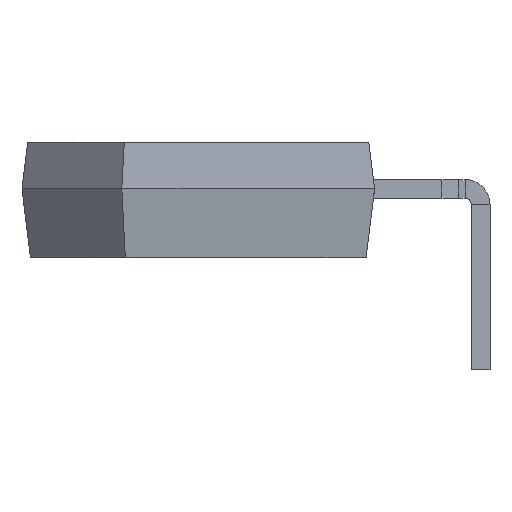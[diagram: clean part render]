
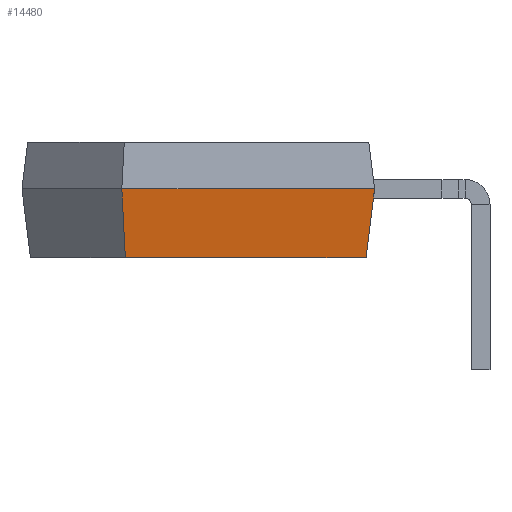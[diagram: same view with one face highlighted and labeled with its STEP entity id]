
A CAD part, left-side view. The second image highlights one B-rep face of the part: STEP entity #14480.
In plain terms, the highlighted planar face has unit normal (-0.993, 0, -0.122).
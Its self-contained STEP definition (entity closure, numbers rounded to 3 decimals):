
#546 = DIRECTION ( 'NONE',  ( 0., 1., 0. ) ) ;
#1692 = LINE ( 'NONE', #6543, #10287 ) ;
#1723 = LINE ( 'NONE', #6572, #4292 ) ;
#1733 = CARTESIAN_POINT ( 'NONE',  ( -2.51, 2.97, -2.2 ) ) ;
#2821 = FACE_OUTER_BOUND ( 'NONE', #2848, .T. ) ;
#2848 = EDGE_LOOP ( 'NONE', ( #9578, #8756, #7124, #15095 ) ) ;
#4098 = AXIS2_PLACEMENT_3D ( 'NONE', #12742, #5231, #546 ) ;
#4180 = CARTESIAN_POINT ( 'NONE',  ( -2.78, 10.8, 0. ) ) ;
#4292 = VECTOR ( 'NONE', #12651, 1000. ) ;
#4605 = VERTEX_POINT ( 'NONE', #4180 ) ;
#5186 = EDGE_CURVE ( 'NONE', #14141, #13801, #6126, .T. ) ;
#5231 = DIRECTION ( 'NONE',  ( -0.993, 0., -0.122 ) ) ;
#6126 = LINE ( 'NONE', #9378, #10344 ) ;
#6543 = CARTESIAN_POINT ( 'NONE',  ( -2.8, 10.808, 0.16 ) ) ;
#6572 = CARTESIAN_POINT ( 'NONE',  ( -2.78, 14., 0. ) ) ;
#7124 = ORIENTED_EDGE ( 'NONE', *, *, #5186, .F. ) ;
#7192 = CARTESIAN_POINT ( 'NONE',  ( -2.78, 2.7, 0. ) ) ;
#7637 = LINE ( 'NONE', #8887, #11700 ) ;
#8756 = ORIENTED_EDGE ( 'NONE', *, *, #13561, .F. ) ;
#8887 = CARTESIAN_POINT ( 'NONE',  ( -2.51, 10.8, -2.2 ) ) ;
#9017 = EDGE_CURVE ( 'NONE', #4605, #15472, #1692, .T. ) ;
#9225 = DIRECTION ( 'NONE',  ( 0.121, 0.121, -0.985 ) ) ;
#9378 = CARTESIAN_POINT ( 'NONE',  ( -2.615, 2.865, -1.347 ) ) ;
#9578 = ORIENTED_EDGE ( 'NONE', *, *, #9017, .T. ) ;
#9947 = DIRECTION ( 'NONE',  ( 0.122, -0.05, -0.991 ) ) ;
#10287 = VECTOR ( 'NONE', #9947, 1000. ) ;
#10344 = VECTOR ( 'NONE', #9225, 1000. ) ;
#10683 = EDGE_CURVE ( 'NONE', #14141, #4605, #1723, .T. ) ;
#11700 = VECTOR ( 'NONE', #15104, 1000. ) ;
#12074 = CARTESIAN_POINT ( 'NONE',  ( -2.51, 10.688, -2.2 ) ) ;
#12651 = DIRECTION ( 'NONE',  ( 0., 1., 0. ) ) ;
#12742 = CARTESIAN_POINT ( 'NONE',  ( -2.78, 14., 0. ) ) ;
#13561 = EDGE_CURVE ( 'NONE', #13801, #15472, #7637, .T. ) ;
#13801 = VERTEX_POINT ( 'NONE', #1733 ) ;
#13942 = PLANE ( 'NONE',  #4098 ) ;
#14141 = VERTEX_POINT ( 'NONE', #7192 ) ;
#14480 = ADVANCED_FACE ( 'NONE', ( #2821 ), #13942, .T. ) ;
#15095 = ORIENTED_EDGE ( 'NONE', *, *, #10683, .T. ) ;
#15104 = DIRECTION ( 'NONE',  ( 0., 1., 0. ) ) ;
#15472 = VERTEX_POINT ( 'NONE', #12074 ) ;
